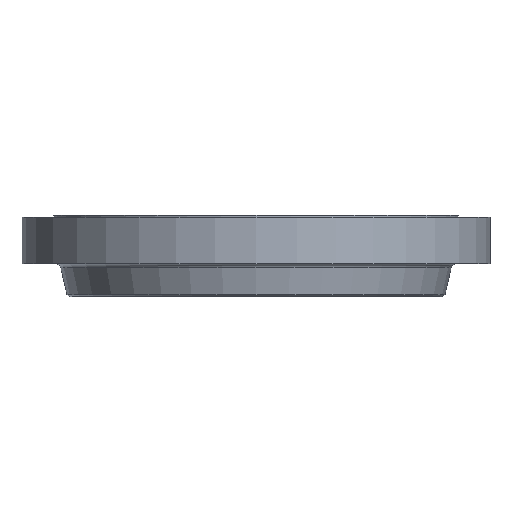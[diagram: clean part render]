
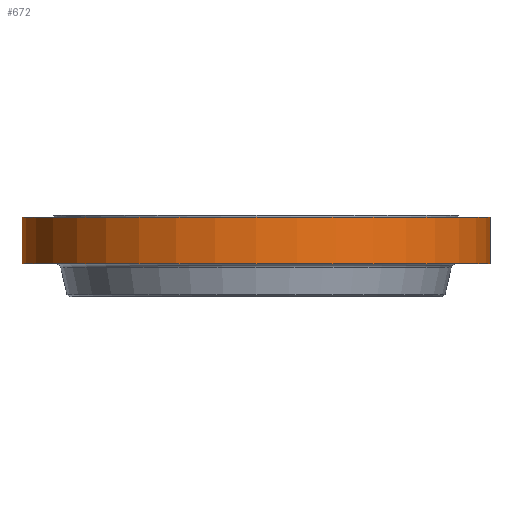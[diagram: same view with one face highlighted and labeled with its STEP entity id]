
A CAD part, front view. The second image highlights one B-rep face of the part: STEP entity #672.
In plain terms, the highlighted cylindrical face has radius 850.9 mm (diameter 1701.8 mm), a partial arc.
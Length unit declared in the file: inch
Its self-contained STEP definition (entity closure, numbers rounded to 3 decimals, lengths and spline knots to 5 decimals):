
#25 = AXIS2_PLACEMENT_3D ( 'NONE', #839, #668, #1418 ) ;
#44 = CARTESIAN_POINT ( 'NONE',  ( -33.5, 0., 0. ) ) ;
#80 = DIRECTION ( 'NONE',  ( 0., 0., 1. ) ) ;
#333 = EDGE_CURVE ( 'NONE', #2286, #1468, #1523, .T. ) ;
#349 = DIRECTION ( 'NONE',  ( 0., 0., 1. ) ) ;
#412 = EDGE_CURVE ( 'NONE', #2286, #1527, #1836, .T. ) ;
#416 = CARTESIAN_POINT ( 'NONE',  ( -33.5, 0., -6.9375 ) ) ;
#445 = CARTESIAN_POINT ( 'NONE',  ( 33.5, 0., -0.25 ) ) ;
#466 = CARTESIAN_POINT ( 'NONE',  ( 0., 0., -6.9375 ) ) ;
#589 = EDGE_CURVE ( 'NONE', #1468, #1615, #2145, .T. ) ;
#649 = AXIS2_PLACEMENT_3D ( 'NONE', #1365, #1389, #1402 ) ;
#668 = DIRECTION ( 'NONE',  ( 0., 0., 1. ) ) ;
#672 = ADVANCED_FACE ( 'NONE', ( #2199 ), #1795, .T. ) ;
#712 = EDGE_CURVE ( 'NONE', #1527, #1615, #1367, .T. ) ;
#830 = DIRECTION ( 'NONE',  ( 1., 0., 0. ) ) ;
#831 = CARTESIAN_POINT ( 'NONE',  ( -33.5, 0., -0.25 ) ) ;
#839 = CARTESIAN_POINT ( 'NONE',  ( 0., 0., -0.25 ) ) ;
#896 = VECTOR ( 'NONE', #349, 39.37008 ) ;
#1009 = CARTESIAN_POINT ( 'NONE',  ( 33.5, 0., -6.9375 ) ) ;
#1109 = ORIENTED_EDGE ( 'NONE', *, *, #333, .T. ) ;
#1154 = EDGE_LOOP ( 'NONE', ( #1376, #1109, #1159, #1430 ) ) ;
#1159 = ORIENTED_EDGE ( 'NONE', *, *, #589, .T. ) ;
#1365 = CARTESIAN_POINT ( 'NONE',  ( 0., 0., 0. ) ) ;
#1367 = CIRCLE ( 'NONE', #25, 33.5 ) ;
#1376 = ORIENTED_EDGE ( 'NONE', *, *, #412, .F. ) ;
#1389 = DIRECTION ( 'NONE',  ( 0., 0., 1. ) ) ;
#1402 = DIRECTION ( 'NONE',  ( 1., 0., 0. ) ) ;
#1418 = DIRECTION ( 'NONE',  ( 1., 0., 0. ) ) ;
#1430 = ORIENTED_EDGE ( 'NONE', *, *, #712, .F. ) ;
#1445 = AXIS2_PLACEMENT_3D ( 'NONE', #466, #80, #830 ) ;
#1468 = VERTEX_POINT ( 'NONE', #1009 ) ;
#1523 = CIRCLE ( 'NONE', #1445, 33.5 ) ;
#1527 = VERTEX_POINT ( 'NONE', #831 ) ;
#1580 = CARTESIAN_POINT ( 'NONE',  ( 33.5, 0., 0. ) ) ;
#1615 = VERTEX_POINT ( 'NONE', #445 ) ;
#1795 = CYLINDRICAL_SURFACE ( 'NONE', #649, 33.5 ) ;
#1836 = LINE ( 'NONE', #44, #1940 ) ;
#1940 = VECTOR ( 'NONE', #2055, 39.37008 ) ;
#2055 = DIRECTION ( 'NONE',  ( 0., 0., 1. ) ) ;
#2145 = LINE ( 'NONE', #1580, #896 ) ;
#2199 = FACE_OUTER_BOUND ( 'NONE', #1154, .T. ) ;
#2286 = VERTEX_POINT ( 'NONE', #416 ) ;
